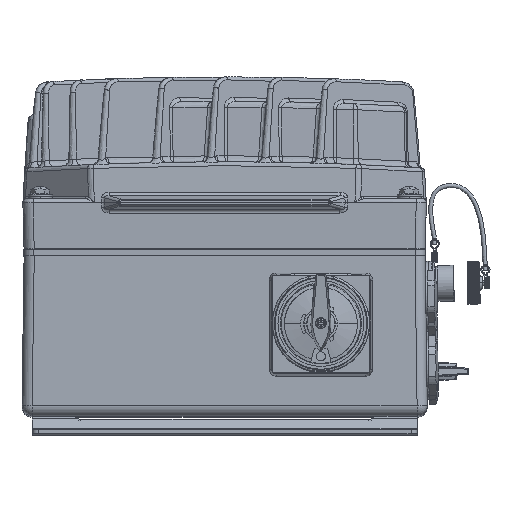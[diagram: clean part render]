
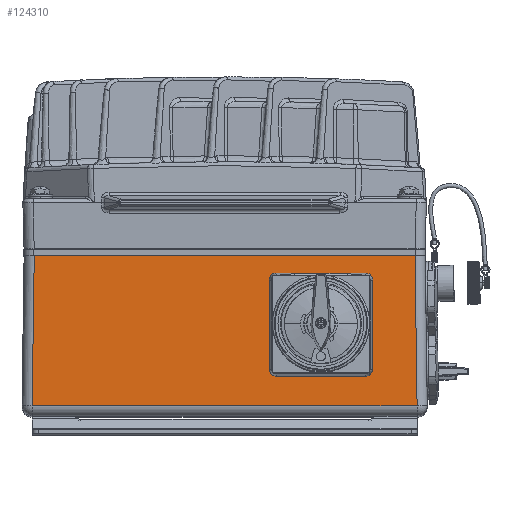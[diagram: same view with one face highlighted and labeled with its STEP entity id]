
A CAD part, top view. The second image highlights one B-rep face of the part: STEP entity #124310.
In plain terms, the highlighted planar face has unit normal (0, 0.014, 1).
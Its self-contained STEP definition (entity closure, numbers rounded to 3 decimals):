
#18535=DIRECTION('',(-1.,0.,0.));
#18536=VECTOR('',#18535,187.786);
#18537=CARTESIAN_POINT('',(93.893,79.3,148.893));
#18538=LINE('',#18537,#18536);
#18539=DIRECTION('',(0.014,-1.,0.014));
#18540=VECTOR('',#18539,74.245);
#18541=CARTESIAN_POINT('',(93.893,79.3,148.893));
#18542=LINE('',#18541,#18540);
#18543=DIRECTION('',(-1.,0.,0.));
#18544=VECTOR('',#18543,189.859);
#18545=CARTESIAN_POINT('',(94.93,5.07,149.929));
#18546=LINE('',#18545,#18544);
#18547=DIRECTION('',(-0.014,-1.,0.014));
#18548=VECTOR('',#18547,74.245);
#18549=CARTESIAN_POINT('',(-93.893,79.3,148.893));
#18550=LINE('',#18549,#18548);
#18551=DIRECTION('',(0.,1.,-0.014));
#18552=VECTOR('',#18551,44.);
#18553=CARTESIAN_POINT('',(73.,23.068,149.678));
#18554=LINE('',#18553,#18552);
#18555=CARTESIAN_POINT('',(69.5,67.064,149.064));
#18556=DIRECTION('',(0.,0.014,1.));
#18557=DIRECTION('',(1.,0.,0.));
#18558=AXIS2_PLACEMENT_3D('',#18555,#18556,#18557);
#18560=DIRECTION('',(-1.,0.,0.));
#18561=VECTOR('',#18560,44.);
#18562=CARTESIAN_POINT('',(69.5,70.563,149.015));
#18563=LINE('',#18562,#18561);
#18564=CARTESIAN_POINT('',(25.5,67.064,149.064));
#18565=DIRECTION('',(0.,0.014,1.));
#18566=DIRECTION('',(0.,1.,-0.014));
#18567=AXIS2_PLACEMENT_3D('',#18564,#18565,#18566);
#18569=DIRECTION('',(0.,-1.,0.014));
#18570=VECTOR('',#18569,44.);
#18571=CARTESIAN_POINT('',(22.,67.064,149.064));
#18572=LINE('',#18571,#18570);
#18573=CARTESIAN_POINT('',(25.5,23.068,149.678));
#18574=DIRECTION('',(0.,0.014,1.));
#18575=DIRECTION('',(-1.,0.,0.));
#18576=AXIS2_PLACEMENT_3D('',#18573,#18574,#18575);
#18578=DIRECTION('',(1.,0.,0.));
#18579=VECTOR('',#18578,44.);
#18580=CARTESIAN_POINT('',(25.5,19.568,149.727));
#18581=LINE('',#18580,#18579);
#18582=CARTESIAN_POINT('',(69.5,23.068,149.678));
#18583=DIRECTION('',(0.,0.014,1.));
#18584=DIRECTION('',(0.,-1.,0.014));
#18585=AXIS2_PLACEMENT_3D('',#18582,#18583,#18584);
#63237=CARTESIAN_POINT('',(94.93,5.07,149.929));
#63238=CARTESIAN_POINT('',(-94.93,5.07,
149.929));
#63239=VERTEX_POINT('',#63237);
#63240=VERTEX_POINT('',#63238);
#67299=CARTESIAN_POINT('',(93.893,79.3,148.893));
#67300=CARTESIAN_POINT('',(-93.893,79.3,148.893));
#67301=VERTEX_POINT('',#67299);
#67302=VERTEX_POINT('',#67300);
#76284=CARTESIAN_POINT('',(73.,23.068,149.678));
#76285=CARTESIAN_POINT('',(73.,67.064,149.064));
#76286=VERTEX_POINT('',#76284);
#76287=VERTEX_POINT('',#76285);
#76288=CARTESIAN_POINT('',(69.5,70.563,149.015));
#76289=VERTEX_POINT('',#76288);
#76290=CARTESIAN_POINT('',(25.5,70.563,149.015));
#76291=VERTEX_POINT('',#76290);
#76292=CARTESIAN_POINT('',(22.,67.064,149.064));
#76293=VERTEX_POINT('',#76292);
#76294=CARTESIAN_POINT('',(22.,23.068,149.678));
#76295=VERTEX_POINT('',#76294);
#76296=CARTESIAN_POINT('',(25.5,19.568,149.727));
#76297=VERTEX_POINT('',#76296);
#76298=CARTESIAN_POINT('',(69.5,19.568,149.727));
#76299=VERTEX_POINT('',#76298);
#124279=CARTESIAN_POINT('',(-105.76,0.,150.));
#124280=DIRECTION('',(0.,0.014,1.));
#124281=DIRECTION('',(-1.,0.,0.));
#124282=AXIS2_PLACEMENT_3D('',#124279,#124280,#124281);
#124283=PLANE('',#124282);
#124284=ORIENTED_EDGE('',*,*,#124176,.F.);
#124286=ORIENTED_EDGE('',*,*,#124285,.T.);
#124288=ORIENTED_EDGE('',*,*,#124287,.T.);
#124289=ORIENTED_EDGE('',*,*,#124264,.F.);
#124290=EDGE_LOOP('',(#124284,#124286,#124288,#124289));
#124291=FACE_OUTER_BOUND('',#124290,.F.);
#124293=ORIENTED_EDGE('',*,*,#124292,.T.);
#124295=ORIENTED_EDGE('',*,*,#124294,.T.);
#124297=ORIENTED_EDGE('',*,*,#124296,.T.);
#124299=ORIENTED_EDGE('',*,*,#124298,.T.);
#124301=ORIENTED_EDGE('',*,*,#124300,.T.);
#124303=ORIENTED_EDGE('',*,*,#124302,.T.);
#124305=ORIENTED_EDGE('',*,*,#124304,.T.);
#124307=ORIENTED_EDGE('',*,*,#124306,.T.);
#124308=EDGE_LOOP('',(#124293,#124295,#124297,#124299,#124301,#124303,#124305,
#124307));
#124309=FACE_BOUND('',#124308,.F.);
#124310=ADVANCED_FACE('',(#124291,#124309),#124283,.T.);
#18559=CIRCLE('',#18558,3.5);
#18568=CIRCLE('',#18567,3.5);
#18577=CIRCLE('',#18576,3.5);
#18586=CIRCLE('',#18585,3.5);
#124176=EDGE_CURVE('',#67301,#67302,#18538,.T.);
#124264=EDGE_CURVE('',#67302,#63240,#18550,.T.);
#124285=EDGE_CURVE('',#67301,#63239,#18542,.T.);
#124287=EDGE_CURVE('',#63239,#63240,#18546,.T.);
#124292=EDGE_CURVE('',#76286,#76287,#18554,.T.);
#124294=EDGE_CURVE('',#76287,#76289,#18559,.T.);
#124296=EDGE_CURVE('',#76289,#76291,#18563,.T.);
#124298=EDGE_CURVE('',#76291,#76293,#18568,.T.);
#124300=EDGE_CURVE('',#76293,#76295,#18572,.T.);
#124302=EDGE_CURVE('',#76295,#76297,#18577,.T.);
#124304=EDGE_CURVE('',#76297,#76299,#18581,.T.);
#124306=EDGE_CURVE('',#76299,#76286,#18586,.T.);
